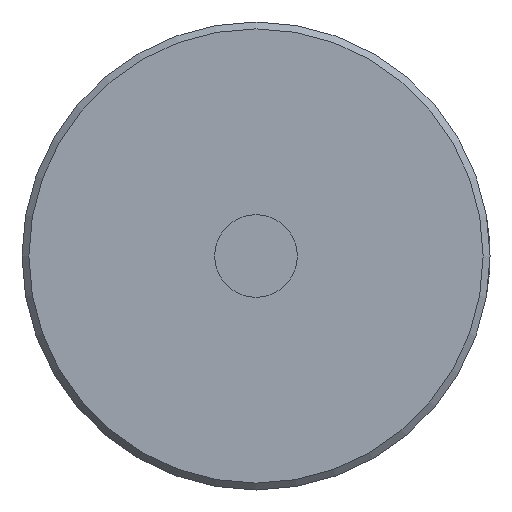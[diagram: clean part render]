
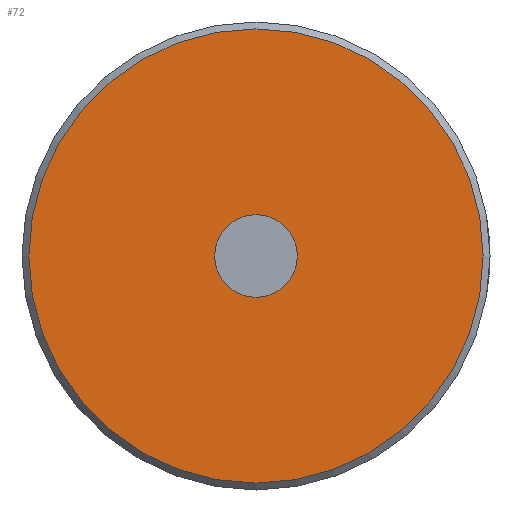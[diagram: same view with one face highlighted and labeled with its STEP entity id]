
A CAD part, left-side view. The second image highlights one B-rep face of the part: STEP entity #72.
In plain terms, the highlighted planar face has unit normal (-1, 0, 0).
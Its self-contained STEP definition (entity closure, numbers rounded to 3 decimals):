
#72=ADVANCED_FACE('',(#288,#290),#292,.T.);
#288=FACE_BOUND('',#289,.T.);
#289=EDGE_LOOP('',(#830));
#290=FACE_BOUND('',#291,.T.);
#291=EDGE_LOOP('',(#831));
#292=PLANE('',#293);
#293=AXIS2_PLACEMENT_3D('',#294,#295,#296);
#294=CARTESIAN_POINT('',(-3.08,0.,0.));
#295=DIRECTION('',(-1.,0.,0.));
#296=DIRECTION('',(0.,1.,0.));
#830=ORIENTED_EDGE('',*,*,#1156,.F.);
#831=ORIENTED_EDGE('',*,*,#1164,.T.);
#1156=EDGE_CURVE('',#1337,#1337,#1338,.T.);
#1164=EDGE_CURVE('',#1351,#1351,#1352,.T.);
#1337=VERTEX_POINT('',#1776);
#1338=CIRCLE('',#1777,33.);
#1351=VERTEX_POINT('',#1812);
#1352=CIRCLE('',#1813,6.);
#1776=CARTESIAN_POINT('',(-3.08,33.,0.));
#1777=AXIS2_PLACEMENT_3D('',#1778,#1779,#1780);
#1778=CARTESIAN_POINT('',(-3.08,0.,0.));
#1779=DIRECTION('',(1.,0.,0.));
#1780=DIRECTION('',(0.,1.,0.));
#1812=CARTESIAN_POINT('',(-3.08,6.,0.));
#1813=AXIS2_PLACEMENT_3D('',#1814,#1815,#1816);
#1814=CARTESIAN_POINT('',(-3.08,0.,0.));
#1815=DIRECTION('',(1.,0.,0.));
#1816=DIRECTION('',(0.,1.,0.));
